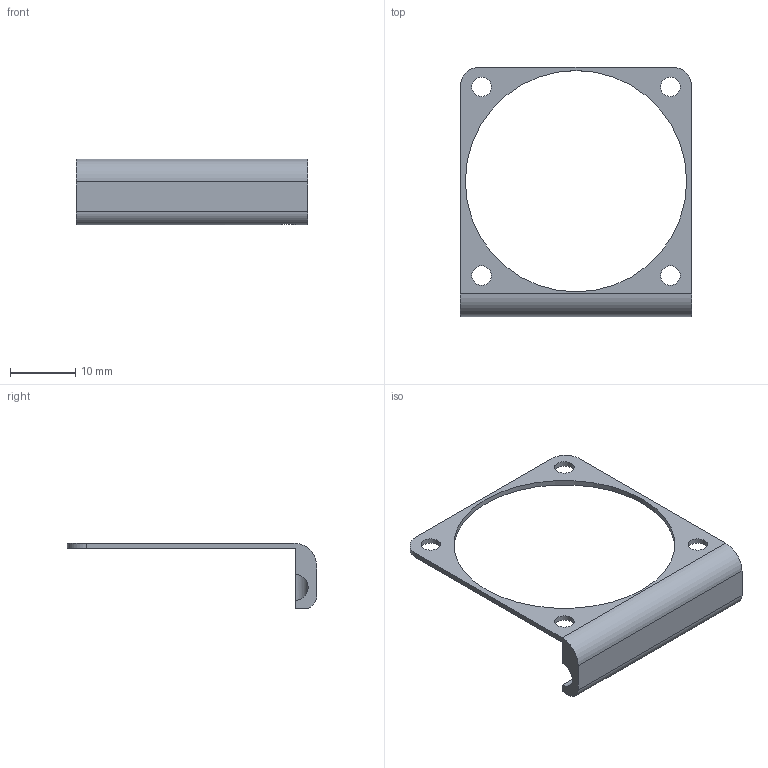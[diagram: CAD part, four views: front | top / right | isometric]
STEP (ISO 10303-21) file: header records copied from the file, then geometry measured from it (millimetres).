
FILE_DESCRIPTION(/* description */ (''),/* implementation_level */ '2;1');
FILE_NAME(/* name */ 'WireHolder.step',/* time_stamp */ '2023-01-07T08:42:51+03:00',/* author */ (''),/* organization */ (''),/* preprocessor_version */ 'ST-DEVELOPER v19.2',/* originating_system */ 'Autodesk Translation Framework v11.17.0.187',/* authorisation */ '');
FILE_SCHEMA (('AUTOMOTIVE_DESIGN { 1 0 10303 214 3 1 1 }'));
Length unit declared in the file: millimetre
Products named in the file (1): WireHolder
Bounding box: 35.6 x 38.3 x 10.1 mm (x, y, z)
Volume: 1081.4 mm3; surface area: 1779.7 mm2
Topology: 1 solids, 1 shells, 22 faces, 62 edges, 41 vertices
Faces by surface type: cylinder 11, plane 10, bspline 1
Full cylindrical faces by diameter (mm): 3 x4, 34 x1
Entity records: 852 total; most frequent: CARTESIAN_POINT 222, ORIENTED_EDGE 122, DIRECTION 122, EDGE_CURVE 61, AXIS2_PLACEMENT_3D 44, VERTEX_POINT 41, LINE 34, VECTOR 34
